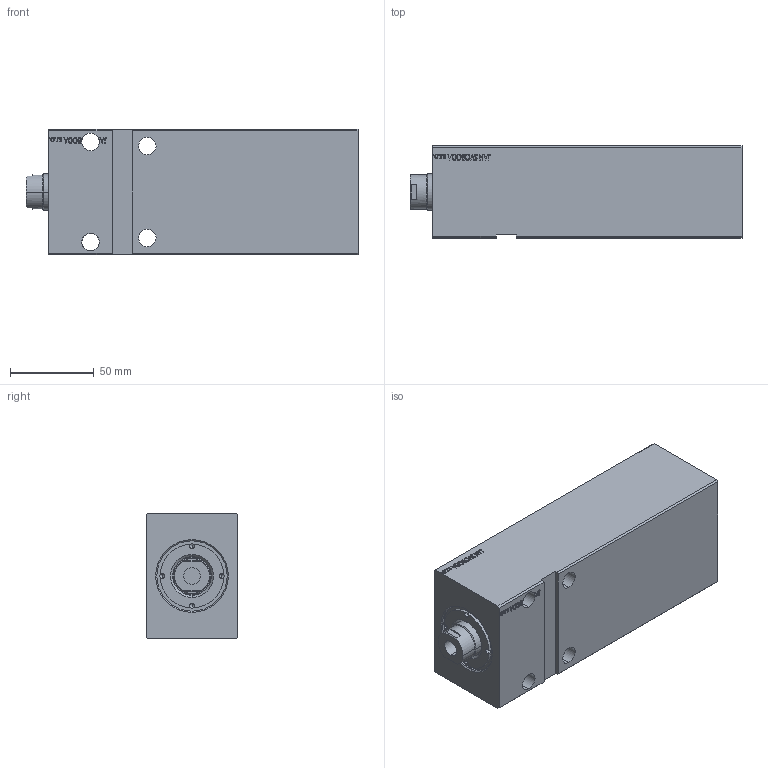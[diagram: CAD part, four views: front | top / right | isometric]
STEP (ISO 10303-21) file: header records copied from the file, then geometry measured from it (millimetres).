
FILE_DESCRIPTION (( 'STEP AP203' ), '1' );
FILE_NAME ('940c.STEP', '2020-09-18T16:35:17', ( '' ), ( '' ), 'SwSTEP 2.0', 'SolidWorks 2019', '' );
FILE_SCHEMA (( 'CONFIG_CONTROL_DESIGN' ));
Length unit declared in the file: millimetre
Products named in the file (4): V500CZ_VCP_E 34fe604248660eb8c0ba4cf826ef88ce; V500CZ_VC_vysunovaci_E 34fe604248660eb8c0ba4cf826ef88ce; 940c; V500CZ_E 34fe604248660eb8c0ba4cf826ef88ce
Assembly tree (3 placements, depth 2):
  940c
    V500CZ_E 34fe604248660eb8c0ba4cf826ef88ce
    V500CZ_VC_vysunovaci_E 34fe604248660eb8c0ba4cf826ef88ce
    V500CZ_VCP_E 34fe604248660eb8c0ba4cf826ef88ce
Bounding box: 198.5 x 55 x 75 mm (x, y, z)
Volume: 688601.2 mm3; surface area: 98951.6 mm2
Topology: 3 solids, 3 shells, 782 faces, 2031 edges, 1344 vertices
Faces by surface type: plane 376, bspline 338, cylinder 54, cone 14
Entity records: 39530 total; most frequent: CARTESIAN_POINT 22190, ORIENTED_EDGE 4046, DIRECTION 2367, EDGE_CURVE 2023, VERTEX_POINT 1344, LINE 1203, VECTOR 1203, EDGE_LOOP 893
